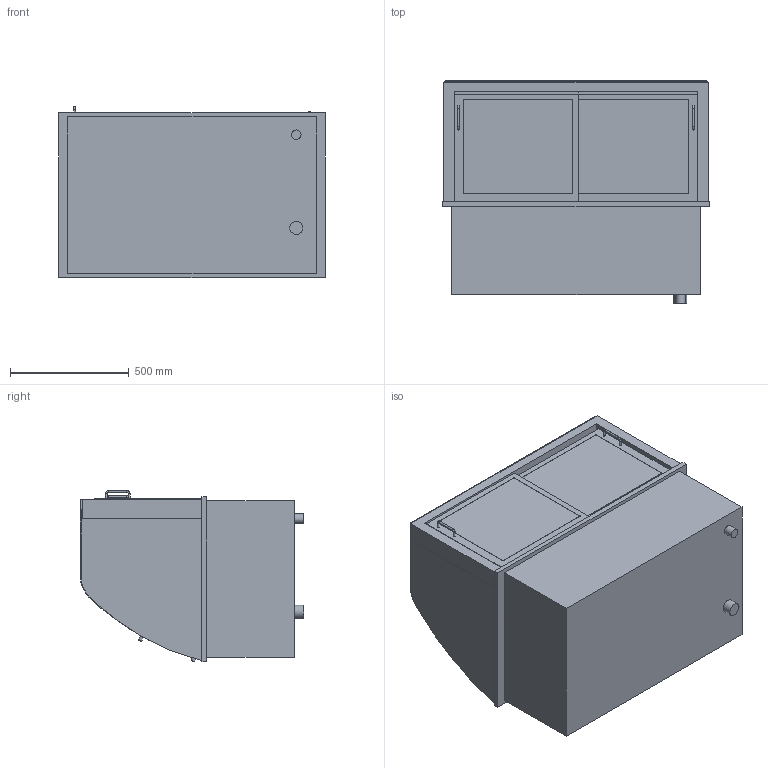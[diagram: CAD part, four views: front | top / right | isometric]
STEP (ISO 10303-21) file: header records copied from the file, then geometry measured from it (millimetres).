
FILE_DESCRIPTION(/* description */ ('Einbaukühlvitrine, Klappen: zentralgekühlt'),/* implementation_level */ '2;1');
FILE_NAME(/* name */ '3D-AKE-00007395.stp',/* time_stamp */ '2024-08-26T11:23:10+02:00',/* author */ ('marina.schachner'),/* organization */ (''),/* preprocessor_version */ 'ST-DEVELOPER v18',/* originating_system */ 'Autodesk Inventor 2020',/* authorisation */ '');
FILE_SCHEMA (('AUTOMOTIVE_DESIGN { 1 0 10303 214 3 1 1 }'));
Length unit declared in the file: millimetre
Products named in the file (1): 3D-AKE-00007395
Bounding box: 1125 x 944 x 722.26 mm (x, y, z)
Volume: 110964067.3 mm3; surface area: 13190692 mm2
Topology: 44 solids, 44 shells, 353 faces, 808 edges, 546 vertices
Faces by surface type: plane 269, cylinder 74, cone 6, torus 4
Full cylindrical faces by diameter (mm): 8 x6, 15 x6, 40 x1, 55 x1
Entity records: 9967 total; most frequent: DIRECTION 1710, CARTESIAN_POINT 1708, ORIENTED_EDGE 1616, EDGE_CURVE 808, LINE 614, VECTOR 614, AXIS2_PLACEMENT_3D 548, VERTEX_POINT 546
